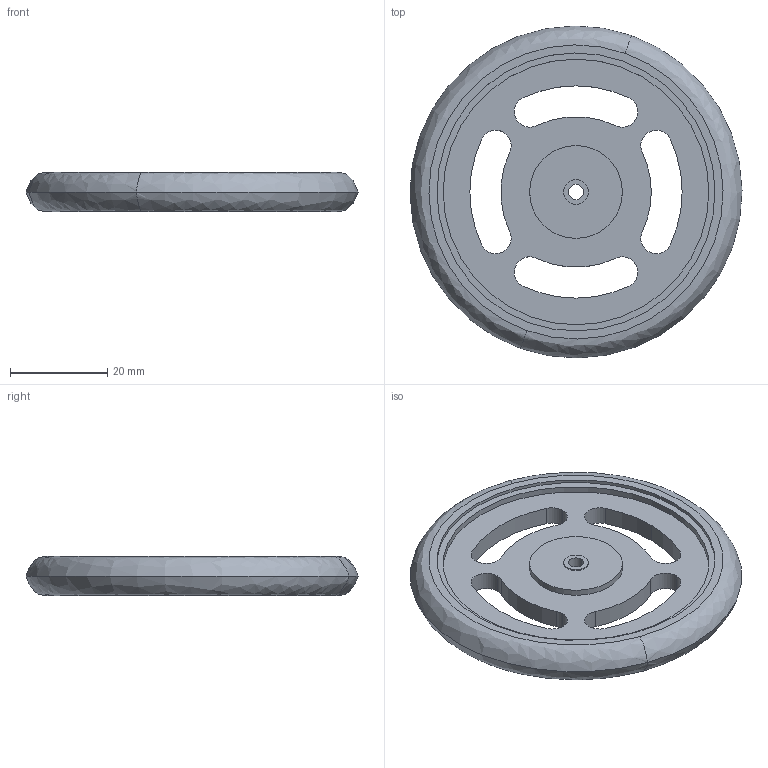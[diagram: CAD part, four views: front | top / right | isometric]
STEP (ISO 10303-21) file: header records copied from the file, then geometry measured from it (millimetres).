
FILE_DESCRIPTION (( 'STEP AP214' ), '1' );
FILE_NAME ('wheel kit.step', '2018-12-31T17:21:22', ( '' ), ( '' ), 'SwSTEP 2.0', 'SolidWorks 2018', '' );
FILE_SCHEMA (( 'AUTOMOTIVE_DESIGN' ));
Length unit declared in the file: inch
Products named in the file (4): Part3^wheel kit; rubber tread; Wheel; wheel kit
Assembly tree (2 placements, depth 2):
  Part3^wheel kit
  wheel kit
    Wheel
    rubber tread
Bounding box: 68.25 x 68.25 x 8.04 mm (x, y, z)
Volume: 14678.9 mm3; surface area: 13995.3 mm2
Topology: 2 solids, 2 shells, 76 faces, 182 edges, 118 vertices
Faces by surface type: cylinder 48, plane 20, bspline 4, torus 4
Entity records: 2479 total; most frequent: CARTESIAN_POINT 473, DIRECTION 438, ORIENTED_EDGE 364, AXIS2_PLACEMENT_3D 183, EDGE_CURVE 182, VERTEX_POINT 118, CIRCLE 106, EDGE_LOOP 96
